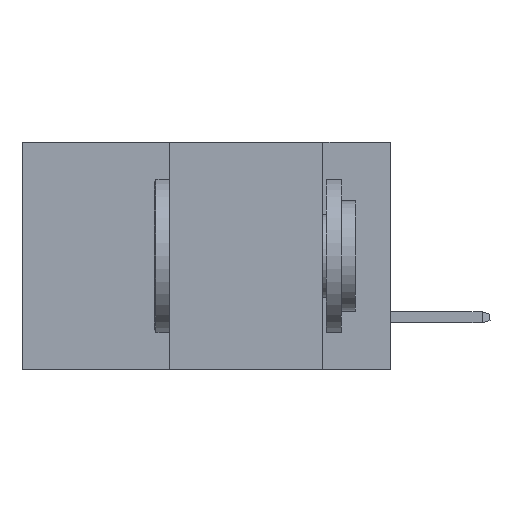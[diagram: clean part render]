
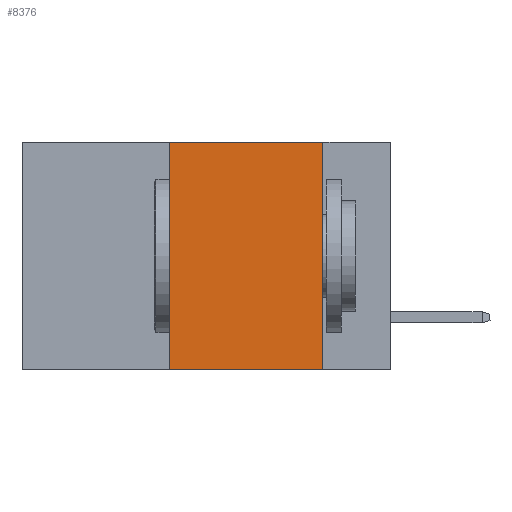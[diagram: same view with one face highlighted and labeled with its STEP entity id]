
A CAD part, left-side view. The second image highlights one B-rep face of the part: STEP entity #8376.
In plain terms, the highlighted planar face has unit normal (-1, 0, 0).
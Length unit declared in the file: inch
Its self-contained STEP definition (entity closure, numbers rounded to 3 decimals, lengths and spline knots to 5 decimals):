
#502 = EDGE_CURVE ( 'NONE', #9359, #9941, #5195, .T. ) ;
#2262 = DIRECTION ( 'NONE',  ( 0., 0., -1. ) ) ;
#2497 = DIRECTION ( 'NONE',  ( 0., 0., -1. ) ) ;
#2910 = CARTESIAN_POINT ( 'NONE',  ( 0., 0.6, 0. ) ) ;
#3107 = LINE ( 'NONE', #8052, #17106 ) ;
#3312 = EDGE_CURVE ( 'NONE', #9359, #8302, #3107, .T. ) ;
#3804 = CARTESIAN_POINT ( 'NONE',  ( 0., 0.6, -0.37 ) ) ;
#4074 = LINE ( 'NONE', #14413, #17160 ) ;
#4307 = DIRECTION ( 'NONE',  ( 0., -1., 0. ) ) ;
#4616 = ORIENTED_EDGE ( 'NONE', *, *, #8265, .F. ) ;
#4772 = VECTOR ( 'NONE', #4307, 39.37008 ) ;
#5195 = LINE ( 'NONE', #3804, #4772 ) ;
#5737 = ORIENTED_EDGE ( 'NONE', *, *, #502, .T. ) ;
#6433 = CARTESIAN_POINT ( 'NONE',  ( 0., 0.36, 0. ) ) ;
#7362 = LINE ( 'NONE', #2910, #17617 ) ;
#7982 = PLANE ( 'NONE',  #8141 ) ;
#8024 = DIRECTION ( 'NONE',  ( 0., 0., 1. ) ) ;
#8052 = CARTESIAN_POINT ( 'NONE',  ( 0., 0.36, 0. ) ) ;
#8141 = AXIS2_PLACEMENT_3D ( 'NONE', #9347, #10648, #2497 ) ;
#8265 = EDGE_CURVE ( 'NONE', #12024, #9941, #4074, .T. ) ;
#8302 = VERTEX_POINT ( 'NONE', #6433 ) ;
#8376 = ADVANCED_FACE ( 'NONE', ( #8741 ), #7982, .F. ) ;
#8436 = DIRECTION ( 'NONE',  ( 0., -1., 0. ) ) ;
#8741 = FACE_OUTER_BOUND ( 'NONE', #9094, .T. ) ;
#9094 = EDGE_LOOP ( 'NONE', ( #4616, #12511, #10873, #5737 ) ) ;
#9347 = CARTESIAN_POINT ( 'NONE',  ( 0., 0.6, 0. ) ) ;
#9359 = VERTEX_POINT ( 'NONE', #11396 ) ;
#9941 = VERTEX_POINT ( 'NONE', #15284 ) ;
#10648 = DIRECTION ( 'NONE',  ( 1., 0., 0. ) ) ;
#10873 = ORIENTED_EDGE ( 'NONE', *, *, #3312, .F. ) ;
#11396 = CARTESIAN_POINT ( 'NONE',  ( 0., 0.36, -0.37 ) ) ;
#12024 = VERTEX_POINT ( 'NONE', #14897 ) ;
#12511 = ORIENTED_EDGE ( 'NONE', *, *, #15880, .F. ) ;
#14413 = CARTESIAN_POINT ( 'NONE',  ( 0., 0.11, 0. ) ) ;
#14897 = CARTESIAN_POINT ( 'NONE',  ( 0., 0.11, 0. ) ) ;
#15284 = CARTESIAN_POINT ( 'NONE',  ( 0., 0.11, -0.37 ) ) ;
#15880 = EDGE_CURVE ( 'NONE', #8302, #12024, #7362, .T. ) ;
#17106 = VECTOR ( 'NONE', #8024, 39.37008 ) ;
#17160 = VECTOR ( 'NONE', #2262, 39.37008 ) ;
#17617 = VECTOR ( 'NONE', #8436, 39.37008 ) ;
